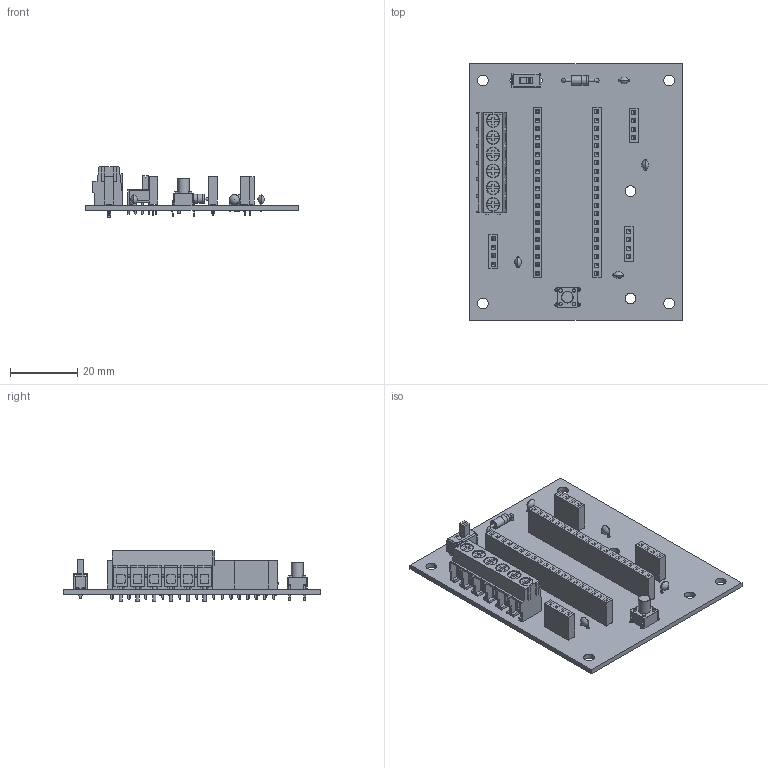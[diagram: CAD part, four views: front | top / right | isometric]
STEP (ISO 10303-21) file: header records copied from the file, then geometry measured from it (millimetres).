
FILE_DESCRIPTION(('KiCad electronic assembly'),'2;1');
FILE_NAME('lightThermo.step','2025-03-16T21:41:47',('Pcbnew'),('Kicad'), 'Open CASCADE STEP processor 7.8','KiCad to STEP converter','Unknown' );
FILE_SCHEMA(('AUTOMOTIVE_DESIGN { 1 0 10303 214 1 1 1 1 }'));
Length unit declared in the file: millimetre
Products named in the file (9): lightThermo 1; C_Disc_D3.0mm_W2.0mm_P2.50mm; D_DO-41_SOD81_P10.16mm_Horizontal; PinSocket_1x04_P2.54mm_Vertical; PinSocket_1x20_P2.54mm_Vertical; SW_Slide_SPDT_Straight_CK_OS102011MS2Q; SW_PUSH_6mm_H8mm; TerminalBlock_Phoenix_PT-1,5-6-5.0-H_1x06_P5.00mm_Horizontal; lightThermo_PCB
Assembly tree (14 placements, depth 2):
  lightThermo 1
    C_Disc_D3.0mm_W2.0mm_P2.50mm  x4
    D_DO-41_SOD81_P10.16mm_Horizontal
    PinSocket_1x04_P2.54mm_Vertical  x3
    PinSocket_1x20_P2.54mm_Vertical  x2
    SW_Slide_SPDT_Straight_CK_OS102011MS2Q
    SW_PUSH_6mm_H8mm
    TerminalBlock_Phoenix_PT-1,5-6-5.0-H_1x06_P5.00mm_Horizontal
    lightThermo_PCB
Bounding box: 63.5 x 76.5 x 15 mm (x, y, z)
Volume: 12223 mm3; surface area: 18537.7 mm2
Topology: 19 solids, 19 shells, 2206 faces, 5726 edges, 3687 vertices
Faces by surface type: plane 1946, cylinder 241, revolution 8, sphere 8, torus 3
Full cylindrical faces by diameter (mm): 0.5 x8, 0.8 x15, 1 x62, 1.1 x6, 1.3 x6, 1.5 x2, 2.2 x6, 2.7 x2, 2.72 x1, 3.2 x6, 3.5 x1, 3.8 x6, 4 x6
Entity records: 55380 total; most frequent: CARTESIAN_POINT 7656, ORIENTED_EDGE 7310, DIRECTION 6980, EDGE_CURVE 3655, LINE 3166, VECTOR 3166, VERTEX_POINT 2350, AXIS2_PLACEMENT_3D 1906
